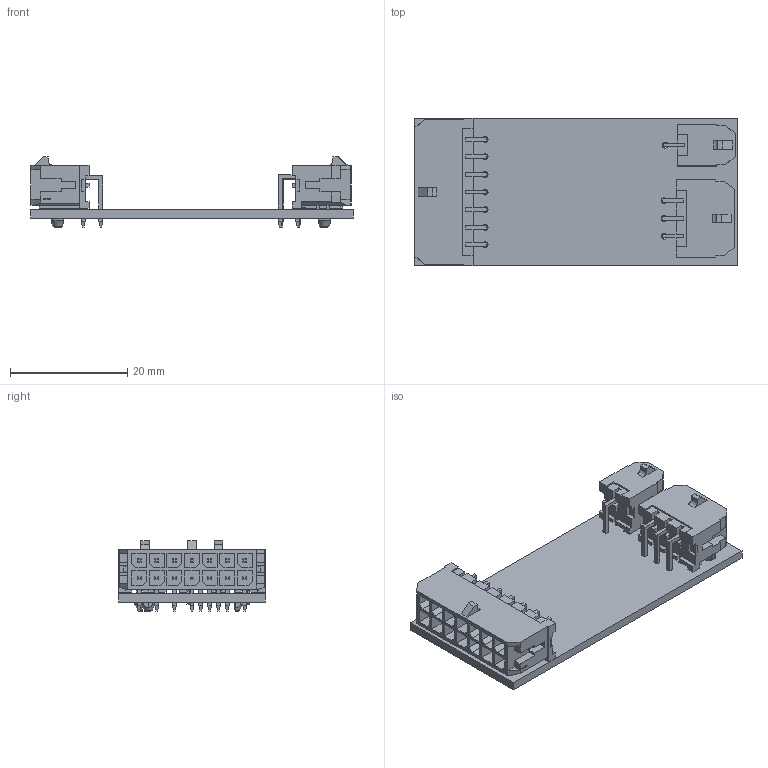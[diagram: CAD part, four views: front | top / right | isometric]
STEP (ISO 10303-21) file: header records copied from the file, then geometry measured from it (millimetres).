
FILE_DESCRIPTION(('KiCad electronic assembly'),'2;1');
FILE_NAME('Prohelion_MotorInterfaceBoardType1.step', '2025-09-03T11:55:44',('Pcbnew'),('Kicad'), 'Open CASCADE STEP processor 7.8','KiCad to STEP converter','Unknown' );
FILE_SCHEMA(('AUTOMOTIVE_DESIGN { 1 0 10303 214 1 1 1 1 }'));
Length unit declared in the file: millimetre
Products named in the file (9): Prohelion_MotorInterfaceBoardType1 1; 0430451400; SOLID; COMPOUND; 0430450621; 0430450200; Prohelion_MotorInterfaceBoardType1_PCB
Assembly tree (8 placements, depth 3):
  Prohelion_MotorInterfaceBoardType1 1
    0430451400
      SOLID
      COMPOUND
    0430450621
      SOLID
      COMPOUND
    0430450200
    Prohelion_MotorInterfaceBoardType1_PCB
Bounding box: 55 x 25.15 x 11.95 mm (x, y, z)
Volume: 3929.9 mm3; surface area: 7450.9 mm2
Topology: 4 solids, 4 shells, 1178 faces, 3067 edges, 2004 vertices
Faces by surface type: plane 1129, cylinder 41, cone 4, torus 4
Full cylindrical faces by diameter (mm): 1.02 x22, 2.41 x2, 3 x3
Entity records: 35327 total; most frequent: CARTESIAN_POINT 6306, ORIENTED_EDGE 6030, DIRECTION 5583, EDGE_CURVE 3015, LINE 2909, VECTOR 2909, VERTEX_POINT 1900, AXIS2_PLACEMENT_3D 1337
